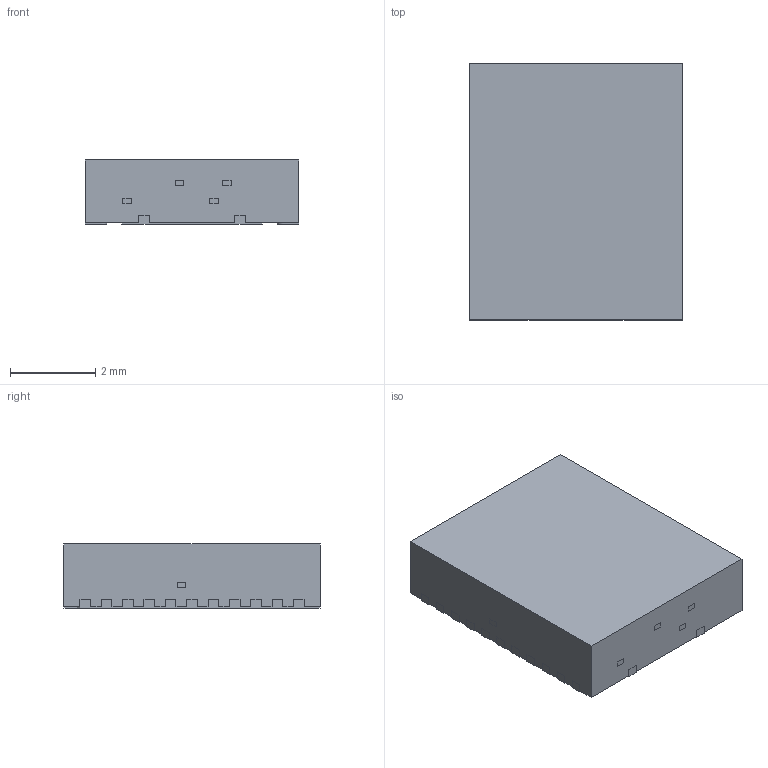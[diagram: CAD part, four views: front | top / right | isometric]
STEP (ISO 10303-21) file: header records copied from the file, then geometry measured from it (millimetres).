
FILE_DESCRIPTION((''),'2;1');
FILE_NAME('DQP0012A_ASM','2018-12-18T07:47:40',('a0412086'),(''),'CREO PARAMETRIC BY PTC INC, 2017110','CREO PARAMETRIC BY PTC INC, 2017110','');
FILE_SCHEMA(('AUTOMOTIVE_DESIGN { 1 0 10303 214 1 1 1 1 }'));
Length unit declared in the file: millimetre
Products named in the file (3): FRAME; MOLD; DQP0012A_ASM
Assembly tree (2 placements, depth 2):
  DQP0012A_ASM
    FRAME
    MOLD
Bounding box: 5 x 6 x 1.5 mm (x, y, z)
Volume: 44.8 mm3; surface area: 153.8 mm2
Topology: 24 solids, 24 shells, 368 faces, 930 edges, 620 vertices
Faces by surface type: plane 340, cylinder 28
Entity records: 14379 total; most frequent: CARTESIAN_POINT 1957, ORIENTED_EDGE 1860, DIRECTION 1771, PRESENTATION_STYLE_ASSIGNMENT 990, STYLED_ITEM 954, CURVE_STYLE 930, EDGE_CURVE 930, VECTOR 874
